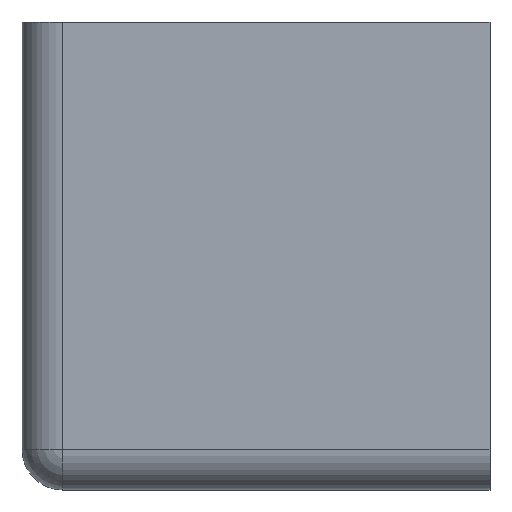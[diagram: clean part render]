
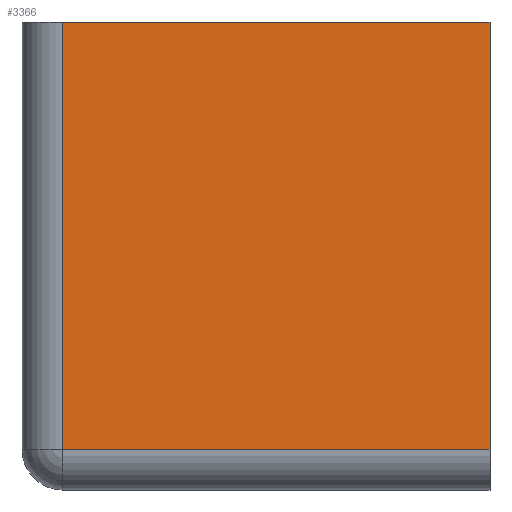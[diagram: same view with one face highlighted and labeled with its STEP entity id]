
A CAD part, front view. The second image highlights one B-rep face of the part: STEP entity #3366.
In plain terms, the highlighted planar face has unit normal (0, -1, 0).
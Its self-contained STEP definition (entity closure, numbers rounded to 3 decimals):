
#1392=DIRECTION('',(0.,0.,1.));
#1393=VECTOR('',#1392,36.5);
#1394=CARTESIAN_POINT('',(3.5,0.,3.5));
#1395=LINE('',#1394,#1393);
#1406=DIRECTION('',(-1.,0.,0.));
#1407=VECTOR('',#1406,36.5);
#1408=CARTESIAN_POINT('',(40.,0.,40.));
#1409=LINE('',#1408,#1407);
#1413=DIRECTION('',(0.,0.,1.));
#1414=VECTOR('',#1413,36.5);
#1415=CARTESIAN_POINT('',(40.,0.,3.5));
#1416=LINE('',#1415,#1414);
#1427=DIRECTION('',(-1.,0.,0.));
#1428=VECTOR('',#1427,36.5);
#1429=CARTESIAN_POINT('',(40.,0.,3.5));
#1430=LINE('',#1429,#1428);
#2035=CARTESIAN_POINT('',(40.,0.,3.5));
#2036=CARTESIAN_POINT('',(3.5,0.,3.5));
#2037=VERTEX_POINT('',#2035);
#2038=VERTEX_POINT('',#2036);
#2041=CARTESIAN_POINT('',(3.5,0.,40.));
#2042=VERTEX_POINT('',#2041);
#2043=CARTESIAN_POINT('',(40.,0.,40.));
#2044=VERTEX_POINT('',#2043);
#3354=CARTESIAN_POINT('',(0.,0.,40.));
#3355=DIRECTION('',(0.,1.,0.));
#3356=DIRECTION('',(0.,0.,1.));
#3357=AXIS2_PLACEMENT_3D('',#3354,#3355,#3356);
#3358=PLANE('',#3357);
#3359=ORIENTED_EDGE('',*,*,#3346,.T.);
#3360=ORIENTED_EDGE('',*,*,#3194,.F.);
#3361=ORIENTED_EDGE('',*,*,#3270,.F.);
#3363=ORIENTED_EDGE('',*,*,#3362,.T.);
#3364=EDGE_LOOP('',(#3359,#3360,#3361,#3363));
#3365=FACE_OUTER_BOUND('',#3364,.F.);
#3194=EDGE_CURVE('',#2044,#2042,#1409,.T.);
#3270=EDGE_CURVE('',#2037,#2044,#1416,.T.);
#3346=EDGE_CURVE('',#2038,#2042,#1395,.T.);
#3362=EDGE_CURVE('',#2037,#2038,#1430,.T.);
#3366=ADVANCED_FACE('',(#3365),#3358,.F.);
